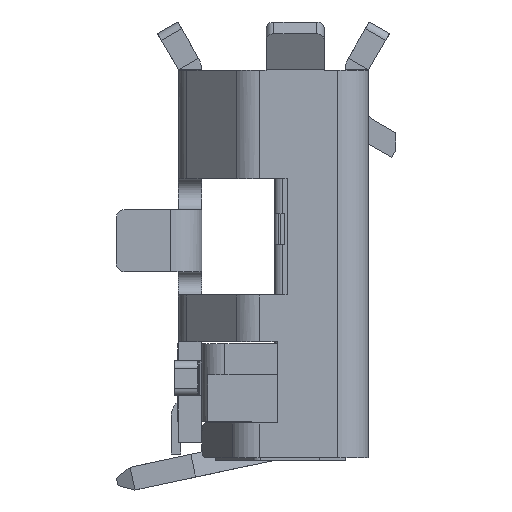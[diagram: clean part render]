
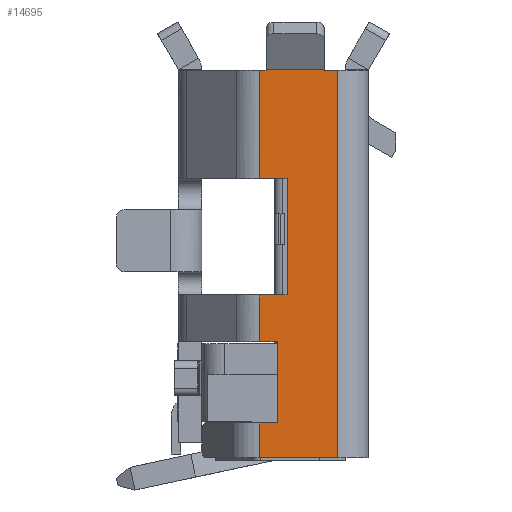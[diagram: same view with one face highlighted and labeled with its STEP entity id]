
A CAD part, left-side view. The second image highlights one B-rep face of the part: STEP entity #14695.
In plain terms, the highlighted planar face has unit normal (-1, 0, 0).
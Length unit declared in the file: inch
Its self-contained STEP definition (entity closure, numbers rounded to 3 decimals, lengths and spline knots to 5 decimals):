
#1182=DIRECTION('',(0.,0.,1.));
#1183=VECTOR('',#1182,0.05512);
#1184=CARTESIAN_POINT('',(-0.14764,0.04356,
0.08386));
#1185=LINE('',#1184,#1183);
#1247=DIRECTION('',(0.,1.,0.));
#1248=VECTOR('',#1247,0.01403);
#1249=CARTESIAN_POINT('',(-0.14764,0.02953,
0.08386));
#1250=LINE('',#1249,#1248);
#1454=DIRECTION('',(0.,-1.,0.));
#1455=VECTOR('',#1454,0.01403);
#1456=CARTESIAN_POINT('',(-0.14764,0.04356,
0.0248));
#1457=LINE('',#1456,#1455);
#1537=DIRECTION('',(0.,0.,1.));
#1538=VECTOR('',#1537,0.02362);
#1539=CARTESIAN_POINT('',(-0.14764,0.04356,
0.00118));
#1540=LINE('',#1539,#1538);
#1541=DIRECTION('',(0.,0.,1.));
#1542=VECTOR('',#1541,0.04134);
#1543=CARTESIAN_POINT('',(-0.14764,0.03445,
-0.04016));
#1544=LINE('',#1543,#1542);
#1549=DIRECTION('',(0.,-1.,0.));
#1550=VECTOR('',#1549,0.00925);
#1551=CARTESIAN_POINT('',(-0.14764,0.0437,
-0.04016));
#1552=LINE('',#1551,#1550);
#1571=DIRECTION('',(0.,0.,1.));
#1572=VECTOR('',#1571,0.01772);
#1573=CARTESIAN_POINT('',(-0.14764,0.0437,
-0.05787));
#1574=LINE('',#1573,#1572);
#1606=DIRECTION('',(0.,1.,0.));
#1607=VECTOR('',#1606,0.03976);
#1608=CARTESIAN_POINT('',(-0.14764,0.00394,
-0.05787));
#1609=LINE('',#1608,#1607);
#1649=DIRECTION('',(0.,0.,-1.));
#1650=VECTOR('',#1649,0.19685);
#1651=CARTESIAN_POINT('',(-0.14764,0.00394,
0.13898));
#1652=LINE('',#1651,#1650);
#6525=DIRECTION('',(0.,-1.,0.));
#6526=VECTOR('',#6525,0.00669);
#6527=CARTESIAN_POINT('',(-0.14764,0.01063,
0.13898));
#6528=LINE('',#6527,#6526);
#6537=DIRECTION('',(0.,0.,-1.));
#6538=VECTOR('',#6537,0.00006);
#6539=CARTESIAN_POINT('',(-0.14764,0.01063,
0.13904));
#6540=LINE('',#6539,#6538);
#6566=DIRECTION('',(0.,-1.,0.));
#6567=VECTOR('',#6566,0.02953);
#6568=CARTESIAN_POINT('',(-0.14764,0.04016,
0.13904));
#6569=LINE('',#6568,#6567);
#6601=DIRECTION('',(0.,0.,1.));
#6602=VECTOR('',#6601,0.00006);
#6603=CARTESIAN_POINT('',(-0.14764,0.04016,
0.13898));
#6604=LINE('',#6603,#6602);
#6609=DIRECTION('',(0.,-1.,0.));
#6610=VECTOR('',#6609,0.00341);
#6611=CARTESIAN_POINT('',(-0.14764,0.04356,
0.13898));
#6612=LINE('',#6611,#6610);
#6763=DIRECTION('',(0.,0.,1.));
#6764=VECTOR('',#6763,0.05906);
#6765=CARTESIAN_POINT('',(-0.14764,0.02953,
0.0248));
#6766=LINE('',#6765,#6764);
#6789=DIRECTION('',(0.,1.,0.));
#6790=VECTOR('',#6789,0.00911);
#6791=CARTESIAN_POINT('',(-0.14764,0.03445,
0.00118));
#6792=LINE('',#6791,#6790);
#10082=CARTESIAN_POINT('',(-0.14764,0.04016,
0.13904));
#10083=VERTEX_POINT('',#10082);
#10086=CARTESIAN_POINT('',(-0.14764,0.01063,
0.13904));
#10087=VERTEX_POINT('',#10086);
#10202=CARTESIAN_POINT('',(-0.14764,0.01063,
0.13898));
#10203=VERTEX_POINT('',#10202);
#10214=CARTESIAN_POINT('',(-0.14764,0.04016,
0.13898));
#10215=VERTEX_POINT('',#10214);
#10232=CARTESIAN_POINT('',(-0.14764,0.04356,
0.13898));
#10233=VERTEX_POINT('',#10232);
#10283=CARTESIAN_POINT('',(-0.14764,0.0437,
-0.04016));
#10285=VERTEX_POINT('',#10283);
#10608=CARTESIAN_POINT('',(-0.14764,0.0437,
-0.05787));
#10609=VERTEX_POINT('',#10608);
#10610=CARTESIAN_POINT('',(-0.14764,0.00394,
0.13898));
#10611=VERTEX_POINT('',#10610);
#10614=CARTESIAN_POINT('',(-0.14764,0.04356,
0.08386));
#10615=VERTEX_POINT('',#10614);
#10618=CARTESIAN_POINT('',(-0.14764,0.02953,
0.08386));
#10619=VERTEX_POINT('',#10618);
#10622=CARTESIAN_POINT('',(-0.14764,0.02953,
0.0248));
#10623=VERTEX_POINT('',#10622);
#10624=CARTESIAN_POINT('',(-0.14764,0.04356,
0.0248));
#10625=VERTEX_POINT('',#10624);
#10626=CARTESIAN_POINT('',(-0.14764,0.04356,
0.00118));
#10627=VERTEX_POINT('',#10626);
#10629=CARTESIAN_POINT('',(-0.14764,0.03445,
0.00118));
#10631=VERTEX_POINT('',#10629);
#10632=CARTESIAN_POINT('',(-0.14764,0.03445,
-0.04016));
#10633=VERTEX_POINT('',#10632);
#10927=CARTESIAN_POINT('',(-0.14764,0.00394,
-0.05787));
#10928=VERTEX_POINT('',#10927);
#14660=CARTESIAN_POINT('',(-0.14764,0.00314,
0.14298));
#14661=DIRECTION('',(-1.,0.,0.));
#14662=DIRECTION('',(0.,1.,0.));
#14663=AXIS2_PLACEMENT_3D('',#14660,#14661,#14662);
#14664=PLANE('',#14663);
#14666=ORIENTED_EDGE('',*,*,#14665,.T.);
#14668=ORIENTED_EDGE('',*,*,#14667,.T.);
#14669=ORIENTED_EDGE('',*,*,#14646,.T.);
#14670=ORIENTED_EDGE('',*,*,#14523,.T.);
#14672=ORIENTED_EDGE('',*,*,#14671,.T.);
#14673=ORIENTED_EDGE('',*,*,#14214,.T.);
#14674=ORIENTED_EDGE('',*,*,#14098,.T.);
#14676=ORIENTED_EDGE('',*,*,#14675,.T.);
#14678=ORIENTED_EDGE('',*,*,#14677,.T.);
#14680=ORIENTED_EDGE('',*,*,#14679,.T.);
#14682=ORIENTED_EDGE('',*,*,#14681,.T.);
#14684=ORIENTED_EDGE('',*,*,#14683,.T.);
#14686=ORIENTED_EDGE('',*,*,#14685,.T.);
#14688=ORIENTED_EDGE('',*,*,#14687,.T.);
#14690=ORIENTED_EDGE('',*,*,#14689,.T.);
#14692=ORIENTED_EDGE('',*,*,#14691,.T.);
#14693=EDGE_LOOP('',(#14666,#14668,#14669,#14670,#14672,#14673,#14674,#14676,
#14678,#14680,#14682,#14684,#14686,#14688,#14690,#14692));
#14694=FACE_OUTER_BOUND('',#14693,.F.);
#14098=EDGE_CURVE('',#10615,#10233,#1185,.T.);
#14214=EDGE_CURVE('',#10619,#10615,#1250,.T.);
#14523=EDGE_CURVE('',#10625,#10623,#1457,.T.);
#14646=EDGE_CURVE('',#10627,#10625,#1540,.T.);
#14665=EDGE_CURVE('',#10633,#10631,#1544,.T.);
#14667=EDGE_CURVE('',#10631,#10627,#6792,.T.);
#14671=EDGE_CURVE('',#10623,#10619,#6766,.T.);
#14675=EDGE_CURVE('',#10233,#10215,#6612,.T.);
#14677=EDGE_CURVE('',#10215,#10083,#6604,.T.);
#14679=EDGE_CURVE('',#10083,#10087,#6569,.T.);
#14681=EDGE_CURVE('',#10087,#10203,#6540,.T.);
#14683=EDGE_CURVE('',#10203,#10611,#6528,.T.);
#14685=EDGE_CURVE('',#10611,#10928,#1652,.T.);
#14687=EDGE_CURVE('',#10928,#10609,#1609,.T.);
#14689=EDGE_CURVE('',#10609,#10285,#1574,.T.);
#14691=EDGE_CURVE('',#10285,#10633,#1552,.T.);
#14695=ADVANCED_FACE('',(#14694),#14664,.T.);
